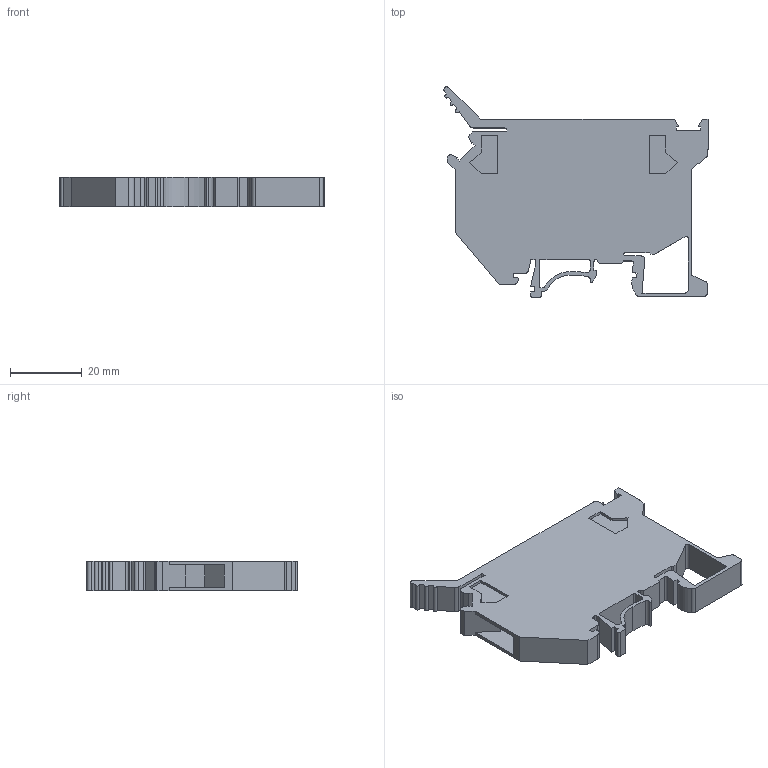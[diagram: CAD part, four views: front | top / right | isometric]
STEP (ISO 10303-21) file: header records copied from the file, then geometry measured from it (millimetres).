
FILE_DESCRIPTION((''),'2;1');
FILE_NAME('UKJ-4RDX_250VE','2023-08-04T',('Administrator'),(''),'PRO/ENGINEER BY PARAMETRIC TECHNOLOGY CORPORATION, 2013230','PRO/ENGINEER BY PARAMETRIC TECHNOLOGY CORPORATION, 2013230','');
FILE_SCHEMA(('AUTOMOTIVE_DESIGN { 1 0 10303 214 1 1 1 1 }'));
Length unit declared in the file: millimetre
Products named in the file (1): UKJ-4RDX_250VE
Bounding box: 73.71 x 58.69 x 8.2 mm (x, y, z)
Volume: 21256.4 mm3; surface area: 9562.7 mm2
Topology: 1 solids, 1 shells, 173 faces, 519 edges, 354 vertices
Faces by surface type: plane 126, cylinder 47
Entity records: 5982 total; most frequent: CARTESIAN_POINT 1163, ORIENTED_EDGE 1038, DIRECTION 942, EDGE_CURVE 519, VECTOR 396, LINE 396, VERTEX_POINT 354, AXIS2_PLACEMENT_3D 273
